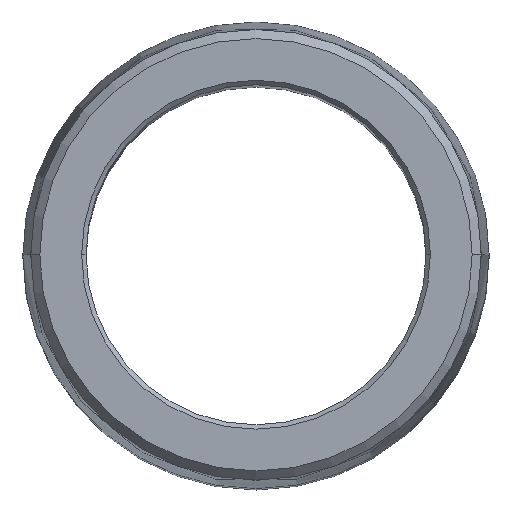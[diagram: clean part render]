
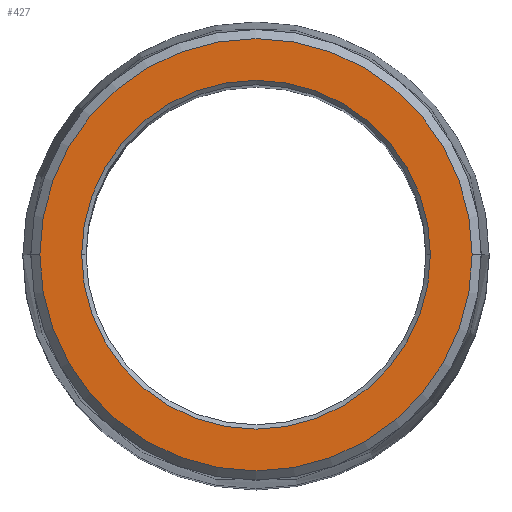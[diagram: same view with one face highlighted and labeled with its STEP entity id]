
A CAD part, top view. The second image highlights one B-rep face of the part: STEP entity #427.
In plain terms, the highlighted planar face has unit normal (0, 0, 1).
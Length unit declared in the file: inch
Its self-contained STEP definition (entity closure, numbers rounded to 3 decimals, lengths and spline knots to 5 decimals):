
#1 = AXIS2_PLACEMENT_3D ( 'NONE', #543, #34, #80 ) ;
#2 = PLANE ( 'NONE',  #1 ) ;
#34 = DIRECTION ( 'NONE',  ( 0., 0., 1. ) ) ;
#43 = CARTESIAN_POINT ( 'NONE',  ( 0.61169, 0., 4. ) ) ;
#55 = CARTESIAN_POINT ( 'NONE',  ( 0., 0., 4. ) ) ;
#56 = ORIENTED_EDGE ( 'NONE', *, *, #218, .T. ) ;
#80 = DIRECTION ( 'NONE',  ( 1., 0., 0. ) ) ;
#82 = DIRECTION ( 'NONE',  ( 1., 0., 0. ) ) ;
#100 = VERTEX_POINT ( 'NONE', #436 ) ;
#121 = FACE_OUTER_BOUND ( 'NONE', #483, .T. ) ;
#130 = DIRECTION ( 'NONE',  ( 0., 0., -1. ) ) ;
#154 = AXIS2_PLACEMENT_3D ( 'NONE', #449, #189, #368 ) ;
#169 = EDGE_CURVE ( 'NONE', #192, #100, #338, .T. ) ;
#189 = DIRECTION ( 'NONE',  ( 0., 0., 1. ) ) ;
#192 = VERTEX_POINT ( 'NONE', #352 ) ;
#193 = CIRCLE ( 'NONE', #154, 0.61169 ) ;
#218 = EDGE_CURVE ( 'NONE', #485, #448, #193, .T. ) ;
#248 = CARTESIAN_POINT ( 'NONE',  ( 0., 0., 4. ) ) ;
#276 = ORIENTED_EDGE ( 'NONE', *, *, #432, .T. ) ;
#291 = DIRECTION ( 'NONE',  ( 0., 0., -1. ) ) ;
#304 = DIRECTION ( 'NONE',  ( 1., 0., 0. ) ) ;
#330 = ORIENTED_EDGE ( 'NONE', *, *, #169, .T. ) ;
#331 = FACE_BOUND ( 'NONE', #464, .T. ) ;
#338 = CIRCLE ( 'NONE', #383, 0.4935 ) ;
#352 = CARTESIAN_POINT ( 'NONE',  ( 0.4935, 0., 4. ) ) ;
#355 = ORIENTED_EDGE ( 'NONE', *, *, #377, .T. ) ;
#368 = DIRECTION ( 'NONE',  ( 1., 0., 0. ) ) ;
#374 = CARTESIAN_POINT ( 'NONE',  ( -0.61169, 0., 4. ) ) ;
#377 = EDGE_CURVE ( 'NONE', #100, #192, #544, .T. ) ;
#380 = AXIS2_PLACEMENT_3D ( 'NONE', #248, #291, #82 ) ;
#383 = AXIS2_PLACEMENT_3D ( 'NONE', #55, #130, #304 ) ;
#423 = DIRECTION ( 'NONE',  ( 0., 0., 1. ) ) ;
#427 = ADVANCED_FACE ( 'NONE', ( #331, #121 ), #2, .T. ) ;
#432 = EDGE_CURVE ( 'NONE', #448, #485, #446, .T. ) ;
#436 = CARTESIAN_POINT ( 'NONE',  ( -0.4935, 0., 4. ) ) ;
#446 = CIRCLE ( 'NONE', #465, 0.61169 ) ;
#448 = VERTEX_POINT ( 'NONE', #43 ) ;
#449 = CARTESIAN_POINT ( 'NONE',  ( 0., 0., 4. ) ) ;
#464 = EDGE_LOOP ( 'NONE', ( #330, #355 ) ) ;
#465 = AXIS2_PLACEMENT_3D ( 'NONE', #551, #423, #468 ) ;
#468 = DIRECTION ( 'NONE',  ( 1., 0., 0. ) ) ;
#483 = EDGE_LOOP ( 'NONE', ( #56, #276 ) ) ;
#485 = VERTEX_POINT ( 'NONE', #374 ) ;
#543 = CARTESIAN_POINT ( 'NONE',  ( 0., 0., 4. ) ) ;
#544 = CIRCLE ( 'NONE', #380, 0.4935 ) ;
#551 = CARTESIAN_POINT ( 'NONE',  ( 0., 0., 4. ) ) ;
